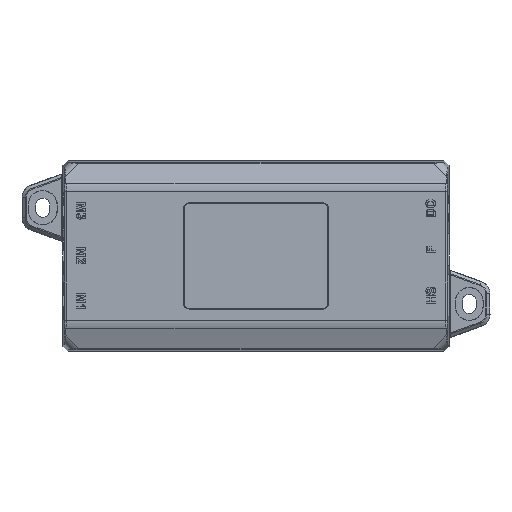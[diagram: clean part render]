
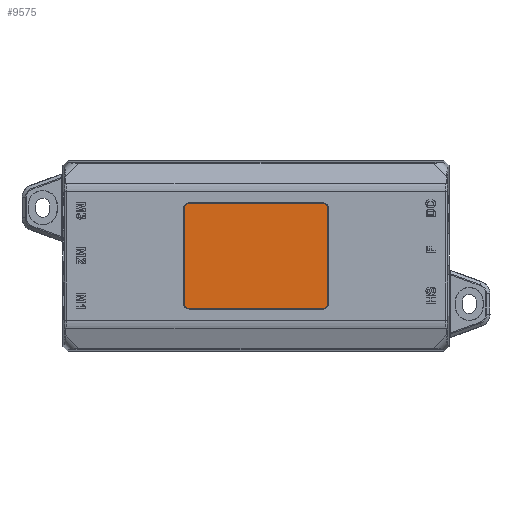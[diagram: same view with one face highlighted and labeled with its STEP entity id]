
A CAD part, top view. The second image highlights one B-rep face of the part: STEP entity #9575.
In plain terms, the highlighted planar face has unit normal (0, 0, 1).
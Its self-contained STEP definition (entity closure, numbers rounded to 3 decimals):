
#2=DIRECTION('',(-1.,0.,0.));
#3=VECTOR('',#2,51.995);
#4=CARTESIAN_POINT('',(25.997,-20.497,19.7));
#5=LINE('',#4,#3);
#10=CARTESIAN_POINT('',(-25.997,-20.497,19.7));
#11=CARTESIAN_POINT('',(-26.331,-20.497,19.7));
#12=CARTESIAN_POINT('',(-26.853,-20.353,19.7));
#13=CARTESIAN_POINT('',(-27.441,-19.941,19.7));
#14=CARTESIAN_POINT('',(-27.853,-19.353,19.7));
#15=CARTESIAN_POINT('',(-27.997,-18.831,19.7));
#16=CARTESIAN_POINT('',(-27.997,-18.497,19.7));
#30=DIRECTION('',(0.,1.,0.));
#31=VECTOR('',#30,36.995);
#32=CARTESIAN_POINT('',(-27.997,-18.497,19.7));
#33=LINE('',#32,#31);
#38=CARTESIAN_POINT('',(-27.997,18.497,19.7));
#39=CARTESIAN_POINT('',(-27.997,18.831,19.7));
#40=CARTESIAN_POINT('',(-27.853,19.353,19.7));
#41=CARTESIAN_POINT('',(-27.441,19.941,19.7));
#42=CARTESIAN_POINT('',(-26.853,20.353,19.7));
#43=CARTESIAN_POINT('',(-26.331,20.497,19.7));
#44=CARTESIAN_POINT('',(-25.997,20.497,19.7));
#58=DIRECTION('',(1.,0.,0.));
#59=VECTOR('',#58,51.995);
#60=CARTESIAN_POINT('',(-25.997,20.497,19.7));
#61=LINE('',#60,#59);
#66=CARTESIAN_POINT('',(25.997,20.497,19.7));
#67=CARTESIAN_POINT('',(26.331,20.497,19.7));
#68=CARTESIAN_POINT('',(26.853,20.353,19.7));
#69=CARTESIAN_POINT('',(27.441,19.941,19.7));
#70=CARTESIAN_POINT('',(27.853,19.353,19.7));
#71=CARTESIAN_POINT('',(27.997,18.831,19.7));
#72=CARTESIAN_POINT('',(27.997,18.497,19.7));
#86=DIRECTION('',(0.,-1.,0.));
#87=VECTOR('',#86,36.995);
#88=CARTESIAN_POINT('',(27.997,18.497,19.7));
#89=LINE('',#88,#87);
#94=CARTESIAN_POINT('',(27.997,-18.497,19.7));
#95=CARTESIAN_POINT('',(27.997,-18.831,19.7));
#96=CARTESIAN_POINT('',(27.853,-19.353,19.7));
#97=CARTESIAN_POINT('',(27.441,-19.941,19.7));
#98=CARTESIAN_POINT('',(26.853,-20.353,19.7));
#99=CARTESIAN_POINT('',(26.331,-20.497,19.7));
#100=CARTESIAN_POINT('',(25.997,-20.497,19.7));
#7813=CARTESIAN_POINT('',(-25.997,20.497,19.7));
#7814=CARTESIAN_POINT('',(25.997,20.497,19.7));
#7815=VERTEX_POINT('',#7813);
#7816=VERTEX_POINT('',#7814);
#7821=CARTESIAN_POINT('',(25.997,-20.497,19.7));
#7823=VERTEX_POINT('',#7821);
#7863=CARTESIAN_POINT('',(-27.997,-18.497,19.7));
#7865=VERTEX_POINT('',#7863);
#7879=VERTEX_POINT('',#38);
#7905=CARTESIAN_POINT('',(27.997,-18.497,19.7));
#7907=VERTEX_POINT('',#7905);
#7946=VERTEX_POINT('',#72);
#8052=CARTESIAN_POINT('',(-25.997,-20.497,19.7));
#8053=VERTEX_POINT('',#8052);
#9552=CARTESIAN_POINT('',(-28.,-20.5,19.7));
#9553=DIRECTION('',(0.,0.,1.));
#9554=DIRECTION('',(1.,0.,0.));
#9555=AXIS2_PLACEMENT_3D('',#9552,#9553,#9554);
#9556=PLANE('',#9555);
#9558=ORIENTED_EDGE('',*,*,#9557,.T.);
#9560=ORIENTED_EDGE('',*,*,#9559,.T.);
#9562=ORIENTED_EDGE('',*,*,#9561,.T.);
#9564=ORIENTED_EDGE('',*,*,#9563,.T.);
#9566=ORIENTED_EDGE('',*,*,#9565,.T.);
#9568=ORIENTED_EDGE('',*,*,#9567,.T.);
#9570=ORIENTED_EDGE('',*,*,#9569,.T.);
#9572=ORIENTED_EDGE('',*,*,#9571,.T.);
#9573=EDGE_LOOP('',(#9558,#9560,#9562,#9564,#9566,#9568,#9570,#9572));
#9574=FACE_OUTER_BOUND('',#9573,.F.);
#9575=ADVANCED_FACE('',(#9574),#9556,.T.);
#17=B_SPLINE_CURVE_WITH_KNOTS('',3,(#10,#11,#12,#13,#14,#15,#16),.UNSPECIFIED.,
.F.,.F.,(4,1,1,1,4),(0.,0.25,0.5,0.75,1.),.UNSPECIFIED.);
#45=B_SPLINE_CURVE_WITH_KNOTS('',3,(#38,#39,#40,#41,#42,#43,#44),.UNSPECIFIED.,
.F.,.F.,(4,1,1,1,4),(0.,0.25,0.5,0.75,1.),.UNSPECIFIED.);
#73=B_SPLINE_CURVE_WITH_KNOTS('',3,(#66,#67,#68,#69,#70,#71,#72),.UNSPECIFIED.,
.F.,.F.,(4,1,1,1,4),(0.,0.25,0.5,0.75,1.),.UNSPECIFIED.);
#101=B_SPLINE_CURVE_WITH_KNOTS('',3,(#94,#95,#96,#97,#98,#99,#100),
.UNSPECIFIED.,.F.,.F.,(4,1,1,1,4),(0.,0.25,0.5,0.75,1.),
.UNSPECIFIED.);
#9557=EDGE_CURVE('',#7823,#8053,#5,.T.);
#9559=EDGE_CURVE('',#8053,#7865,#17,.T.);
#9561=EDGE_CURVE('',#7865,#7879,#33,.T.);
#9563=EDGE_CURVE('',#7879,#7815,#45,.T.);
#9565=EDGE_CURVE('',#7815,#7816,#61,.T.);
#9567=EDGE_CURVE('',#7816,#7946,#73,.T.);
#9569=EDGE_CURVE('',#7946,#7907,#89,.T.);
#9571=EDGE_CURVE('',#7907,#7823,#101,.T.);
